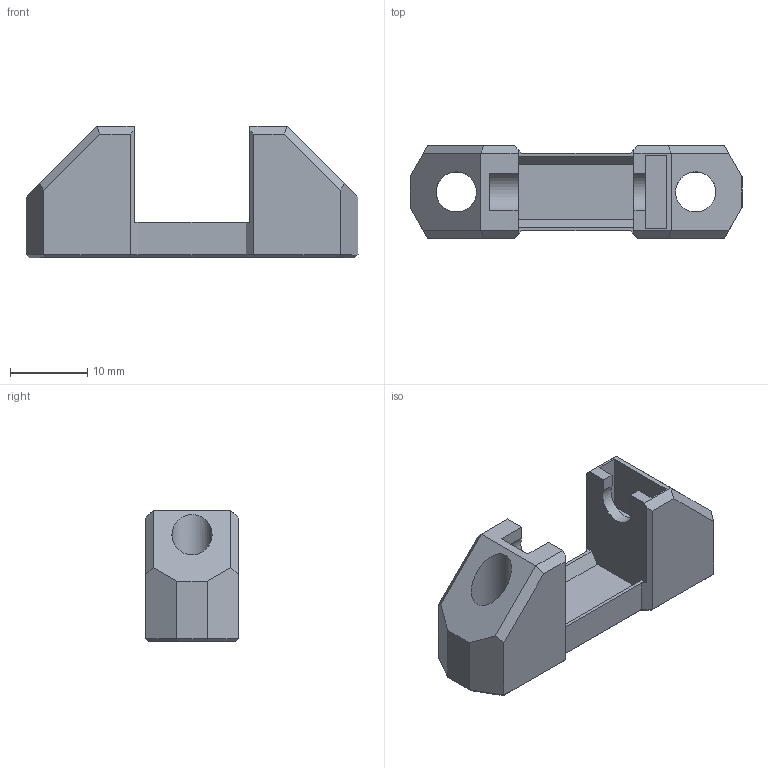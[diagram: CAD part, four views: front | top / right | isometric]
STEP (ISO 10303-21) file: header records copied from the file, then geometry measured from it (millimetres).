
FILE_DESCRIPTION(/* description */ (''),/* implementation_level */ '2;1');
FILE_NAME(/* name */ 'BZI_V2.step',/* time_stamp */ '2025-04-23T08:55:39-05:00',/* author */ (''),/* organization */ (''),/* preprocessor_version */ 'ST-DEVELOPER v20.1',/* originating_system */ 'Autodesk Translation Framework v14.4.0.0',/* authorisation */ '');
FILE_SCHEMA (('AUTOMOTIVE_DESIGN { 1 0 10303 214 3 1 1 }'));
Length unit declared in the file: millimetre
Products named in the file (1): Carrier:1
Bounding box: 43 x 12 x 17 mm (x, y, z)
Volume: 4086.9 mm3; surface area: 2893.6 mm2
Topology: 1 solids, 1 shells, 68 faces, 176 edges, 110 vertices
Faces by surface type: plane 62, cylinder 4, cone 2
Full cylindrical faces by diameter (mm): 5.2 x2
Entity records: 2062 total; most frequent: CARTESIAN_POINT 355, ORIENTED_EDGE 352, DIRECTION 324, EDGE_CURVE 176, LINE 166, VECTOR 166, VERTEX_POINT 110, AXIS2_PLACEMENT_3D 79
